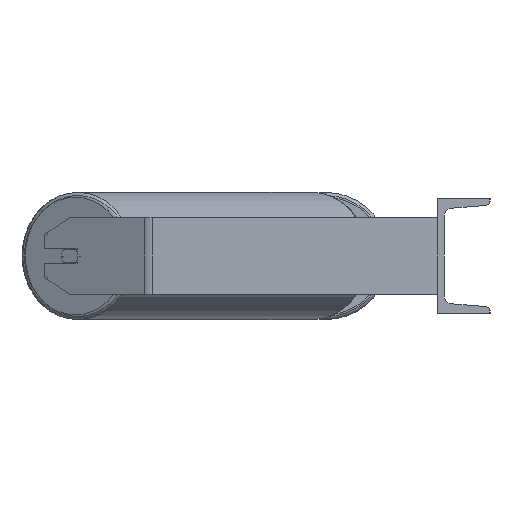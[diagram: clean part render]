
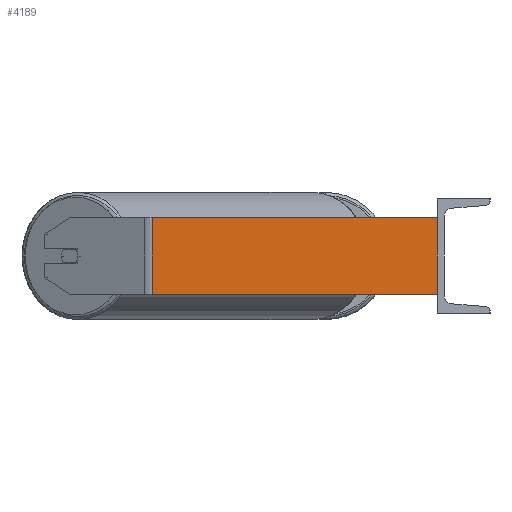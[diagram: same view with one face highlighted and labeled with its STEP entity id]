
A CAD part, left-side view. The second image highlights one B-rep face of the part: STEP entity #4189.
In plain terms, the highlighted planar face has unit normal (-1, 0, 0).
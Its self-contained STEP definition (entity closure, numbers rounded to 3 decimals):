
#311 = VERTEX_POINT ( 'NONE', #8626 ) ;
#387 = VECTOR ( 'NONE', #4931, 1000. ) ;
#624 = DIRECTION ( 'NONE',  ( 0., -1., 0. ) ) ;
#716 = FACE_OUTER_BOUND ( 'NONE', #7104, .T. ) ;
#1291 = ORIENTED_EDGE ( 'NONE', *, *, #2450, .F. ) ;
#1796 = CARTESIAN_POINT ( 'NONE',  ( -785., 302.262, -40. ) ) ;
#1797 = VECTOR ( 'NONE', #1884, 1000. ) ;
#1884 = DIRECTION ( 'NONE',  ( 0., 0., -1. ) ) ;
#2078 = CARTESIAN_POINT ( 'NONE',  ( -785., 302.262, 40. ) ) ;
#2132 = LINE ( 'NONE', #3458, #387 ) ;
#2450 = EDGE_CURVE ( 'NONE', #7582, #2821, #8072, .T. ) ;
#2821 = VERTEX_POINT ( 'NONE', #4051 ) ;
#3458 = CARTESIAN_POINT ( 'NONE',  ( -785., 297.975, 40. ) ) ;
#3646 = CARTESIAN_POINT ( 'NONE',  ( -785., 0., 40. ) ) ;
#4051 = CARTESIAN_POINT ( 'NONE',  ( -785., 0., -40. ) ) ;
#4189 = ADVANCED_FACE ( 'NONE', ( #716 ), #4841, .F. ) ;
#4841 = PLANE ( 'NONE',  #7338 ) ;
#4916 = EDGE_CURVE ( 'NONE', #5458, #2821, #5224, .T. ) ;
#4931 = DIRECTION ( 'NONE',  ( 0., 0., -1. ) ) ;
#5224 = LINE ( 'NONE', #1796, #8667 ) ;
#5271 = DIRECTION ( 'NONE',  ( 0., -1., 0. ) ) ;
#5324 = CARTESIAN_POINT ( 'NONE',  ( -785., 0., 40. ) ) ;
#5381 = DIRECTION ( 'NONE',  ( 1., 0., 0. ) ) ;
#5458 = VERTEX_POINT ( 'NONE', #8925 ) ;
#5599 = ORIENTED_EDGE ( 'NONE', *, *, #7375, .F. ) ;
#5907 = VECTOR ( 'NONE', #624, 1000. ) ;
#6361 = EDGE_CURVE ( 'NONE', #311, #5458, #2132, .T. ) ;
#6742 = ORIENTED_EDGE ( 'NONE', *, *, #6361, .T. ) ;
#6829 = LINE ( 'NONE', #2078, #5907 ) ;
#7104 = EDGE_LOOP ( 'NONE', ( #8625, #1291, #5599, #6742 ) ) ;
#7338 = AXIS2_PLACEMENT_3D ( 'NONE', #8863, #5381, #7621 ) ;
#7375 = EDGE_CURVE ( 'NONE', #311, #7582, #6829, .T. ) ;
#7582 = VERTEX_POINT ( 'NONE', #3646 ) ;
#7621 = DIRECTION ( 'NONE',  ( 0., 0., -1. ) ) ;
#8072 = LINE ( 'NONE', #5324, #1797 ) ;
#8625 = ORIENTED_EDGE ( 'NONE', *, *, #4916, .T. ) ;
#8626 = CARTESIAN_POINT ( 'NONE',  ( -785., 297.975, 40. ) ) ;
#8667 = VECTOR ( 'NONE', #5271, 1000. ) ;
#8863 = CARTESIAN_POINT ( 'NONE',  ( -785., 302.262, 40. ) ) ;
#8925 = CARTESIAN_POINT ( 'NONE',  ( -785., 297.975, -40. ) ) ;
